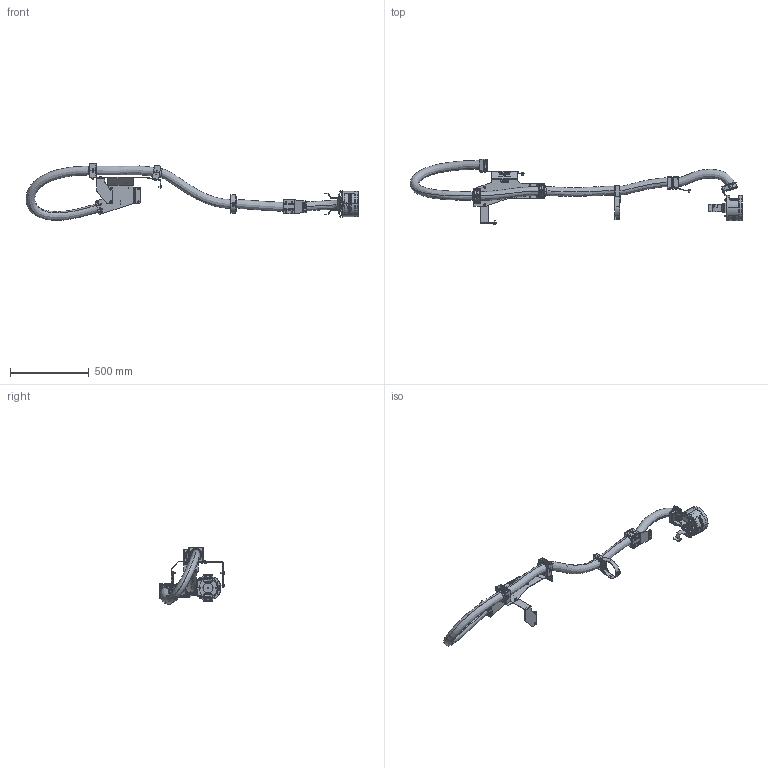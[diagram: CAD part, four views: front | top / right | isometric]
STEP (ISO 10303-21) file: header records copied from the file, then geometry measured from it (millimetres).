
FILE_DESCRIPTION (( 'STEP AP203' ), '1' );
FILE_NAME ('TS131-410.STEP', '2020-10-21T05:51:16', ( '' ), ( '' ), 'SwSTEP 2.0', 'SolidWorks 2019', '' );
FILE_SCHEMA (( 'CONFIG_CONTROL_DESIGN' ));
Products named in the file (1): TS131-410
Bounding box: 2101.89 x 412.5 x 358.23 mm (x, y, z)
Volume: 3776562.7 mm3; surface area: 1866731.4 mm2
Topology: 92 solids, 92 shells, 6261 faces, 16010 edges, 10100 vertices
Faces by surface type: plane 2540, cylinder 1798, bspline 1312, torus 279, cone 228, sphere 104
Entity records: 307971 total; most frequent: CARTESIAN_POINT 164279, ORIENTED_EDGE 31608, DIRECTION 26957, EDGE_CURVE 15804, VERTEX_POINT 10088, AXIS2_PLACEMENT_3D 9429, LINE 8099, VECTOR 8099
